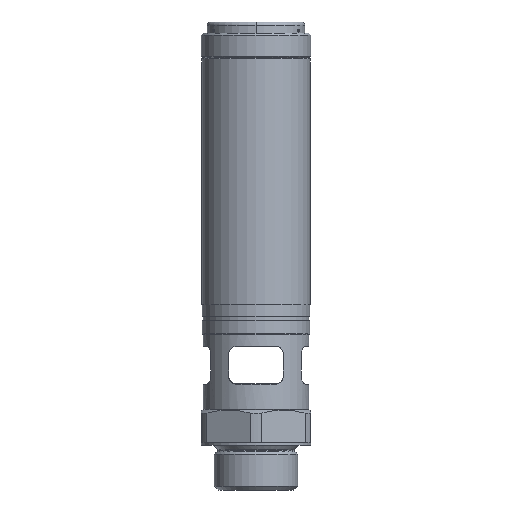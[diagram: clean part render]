
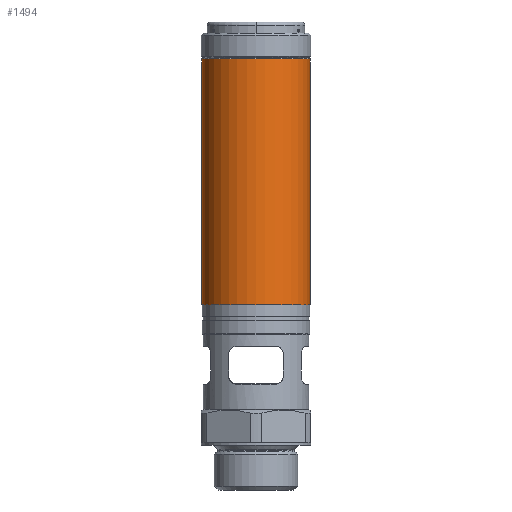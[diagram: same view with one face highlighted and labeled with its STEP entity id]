
A CAD part, left-side view. The second image highlights one B-rep face of the part: STEP entity #1494.
In plain terms, the highlighted cylindrical face has radius 27.25 mm (diameter 54.5 mm), a partial arc.
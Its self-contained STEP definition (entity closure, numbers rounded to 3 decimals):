
#159=CARTESIAN_POINT('',(0.,-27.25,154.242));
#160=VERTEX_POINT('',#159);
#167=CARTESIAN_POINT('',(-0.,27.25,154.242));
#168=VERTEX_POINT('',#167);
#1361=CARTESIAN_POINT('',(-0.,-27.25,30.742));
#1362=VERTEX_POINT('',#1361);
#1363=CARTESIAN_POINT('',(-0.,-27.25,154.242));
#1364=DIRECTION('',(0.,0.,-1.));
#1365=VECTOR('',#1364,123.5);
#1366=LINE('',#1363,#1365);
#1367=EDGE_CURVE('NONE',#160,#1362,#1366,.T.);
#1369=CARTESIAN_POINT('',(-0.,27.25,30.742));
#1370=VERTEX_POINT('',#1369);
#1378=CARTESIAN_POINT('',(-0.,27.25,154.242));
#1379=DIRECTION('',(0.,0.,-1.));
#1380=VECTOR('',#1379,123.5);
#1381=LINE('',#1378,#1380);
#1382=EDGE_CURVE('NONE',#168,#1370,#1381,.T.);
#1471=CARTESIAN_POINT('',(-0.,0.,-22.258));
#1472=DIRECTION('',(0.,0.,-1.));
#1473=DIRECTION('',(0.,1.,0.));
#1474=AXIS2_PLACEMENT_3D('',#1471,#1472,#1473);
#1475=CYLINDRICAL_SURFACE('',#1474,27.25);
#1476=ORIENTED_EDGE('',*,*,#1367,.F.);
#1477=CARTESIAN_POINT('',(-0.,-0.,154.242));
#1478=DIRECTION('',(0.,0.,-1.));
#1479=DIRECTION('',(0.,1.,0.));
#1480=AXIS2_PLACEMENT_3D('',#1477,#1478,#1479);
#1481=CIRCLE('',#1480,27.25);
#1482=EDGE_CURVE('NONE',#160,#168,#1481,.T.);
#1483=ORIENTED_EDGE('',*,*,#1482,.T.);
#1484=ORIENTED_EDGE('',*,*,#1382,.T.);
#1485=CARTESIAN_POINT('',(-0.,-0.,30.742));
#1486=DIRECTION('',(0.,0.,-1.));
#1487=DIRECTION('',(0.,1.,0.));
#1488=AXIS2_PLACEMENT_3D('',#1485,#1486,#1487);
#1489=CIRCLE('',#1488,27.25);
#1490=EDGE_CURVE('NONE',#1362,#1370,#1489,.T.);
#1491=ORIENTED_EDGE('',*,*,#1490,.F.);
#1492=EDGE_LOOP('',(#1476,#1483,#1484,#1491));
#1493=FACE_BOUND('',#1492,.T.);
#1494=ADVANCED_FACE('NONE',(#1493),#1475,.T.);
